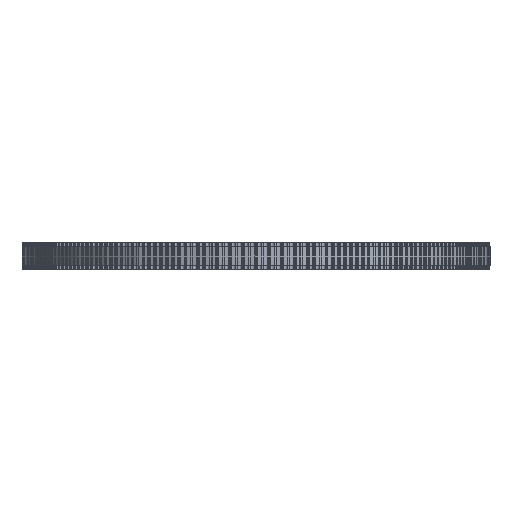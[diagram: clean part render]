
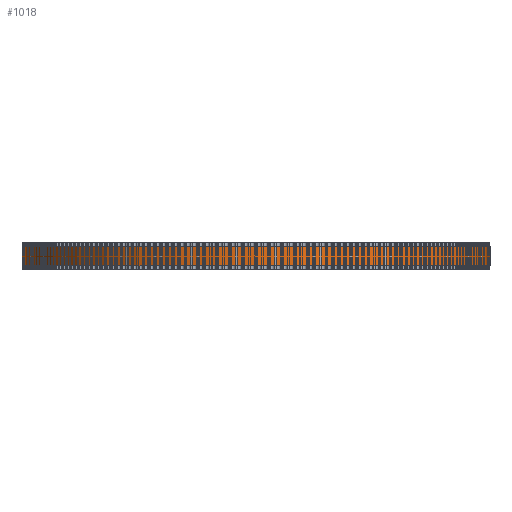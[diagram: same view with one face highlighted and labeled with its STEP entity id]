
A CAD part, front view. The second image highlights one B-rep face of the part: STEP entity #1018.
In plain terms, the highlighted cylindrical face has radius 71.301 mm (diameter 142.603 mm), a full revolution.
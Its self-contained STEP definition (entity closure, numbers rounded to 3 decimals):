
#97=FACE_BOUND('',#3712,.T.);
#98=FACE_BOUND('',#3713,.T.);
#1018=ADVANCED_FACE('',(#97,#98),#1915,.T.);
#1915=CYLINDRICAL_SURFACE('',#19855,71.301);
#3712=EDGE_LOOP('',(#10882));
#3713=EDGE_LOOP('',(#10883));
#10882=ORIENTED_EDGE('',*,*,#15366,.T.);
#10883=ORIENTED_EDGE('',*,*,#15367,.T.);
#12676=VERTEX_POINT('',#31520);
#12677=VERTEX_POINT('',#31522);
#15366=EDGE_CURVE('',#12676,#12676,#17160,.T.);
#15367=EDGE_CURVE('',#12677,#12677,#17161,.T.);
#17160=CIRCLE('',#19853,71.301);
#17161=CIRCLE('',#19854,71.301);
#19853=AXIS2_PLACEMENT_3D('',#31519,#26134,#26135);
#19854=AXIS2_PLACEMENT_3D('',#31521,#26136,#26137);
#19855=AXIS2_PLACEMENT_3D('',#31523,#26138,#26139);
#26134=DIRECTION('',(0.,0.,1.));
#26135=DIRECTION('',(1.,0.,0.));
#26136=DIRECTION('',(0.,0.,-1.));
#26137=DIRECTION('',(1.,0.,0.));
#26138=DIRECTION('',(0.,0.,1.));
#26139=DIRECTION('',(1.,0.,0.));
#31519=CARTESIAN_POINT('',(0.,0.,1.));
#31520=CARTESIAN_POINT('',(71.301,0.,1.));
#31521=CARTESIAN_POINT('',(0.,0.,7.));
#31522=CARTESIAN_POINT('',(71.301,0.,7.));
#31523=CARTESIAN_POINT('',(0.,0.,1.));
